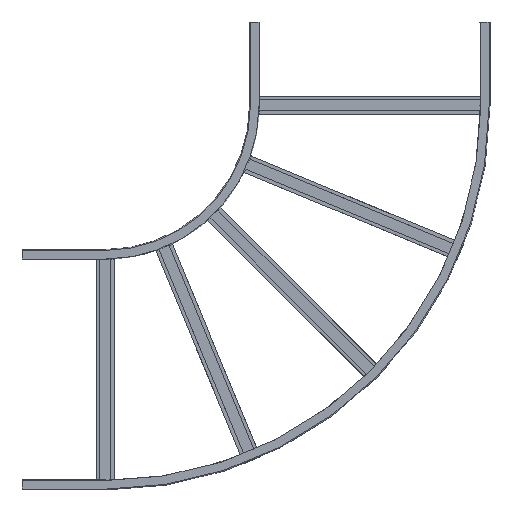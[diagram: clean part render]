
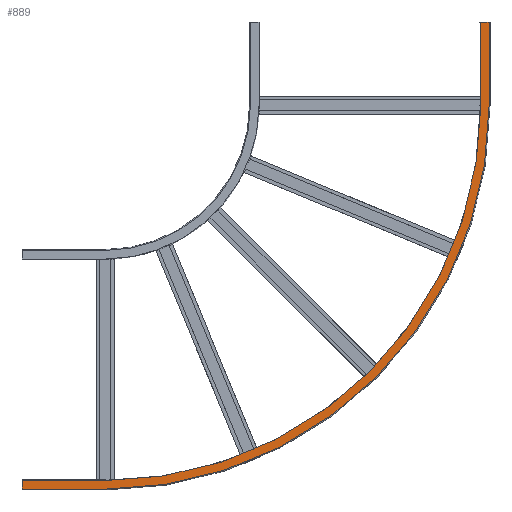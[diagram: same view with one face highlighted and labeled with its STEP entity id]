
A CAD part, front view. The second image highlights one B-rep face of the part: STEP entity #889.
In plain terms, the highlighted planar face has unit normal (0, -1, 0).
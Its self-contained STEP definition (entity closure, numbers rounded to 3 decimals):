
#489 = CARTESIAN_POINT ( 'NONE',  ( -300., -42.93, -971.2 ) ) ;
#492 = DIRECTION ( 'NONE',  ( 1., 0., 0. ) ) ;
#529 = EDGE_LOOP ( 'NONE', ( #2050, #2051, #2052, #2053, #2054, #2055, #2056, #2057 ) ) ;
#889 = ADVANCED_FACE ( 'NONE', ( #2208 ), #5138, .T. ) ;
#1370 = CARTESIAN_POINT ( 'NONE',  ( -300., -42.93, -173. ) ) ;
#1371 = DIRECTION ( 'NONE',  ( 0., -1., 0. ) ) ;
#1372 = DIRECTION ( 'NONE',  ( 1., 0., 0. ) ) ;
#1389 = CARTESIAN_POINT ( 'NONE',  ( -300., -42.93, -173. ) ) ;
#1390 = DIRECTION ( 'NONE',  ( 0., -1., 0. ) ) ;
#1391 = DIRECTION ( 'NONE',  ( 1., 0., 0. ) ) ;
#1744 = CIRCLE ( 'NONE', #2341, 780.2 ) ;
#1751 = CIRCLE ( 'NONE', #2347, 798.2 ) ;
#1754 = LINE ( 'NONE', #489, #1757 ) ;
#1757 = VECTOR ( 'NONE', #2827, 1000. ) ;
#1821 = LINE ( 'NONE', #2922, #1823 ) ;
#1822 = LINE ( 'NONE', #2935, #1825 ) ;
#1823 = VECTOR ( 'NONE', #2908, 1000. ) ;
#1824 = LINE ( 'NONE', #2937, #1827 ) ;
#1825 = VECTOR ( 'NONE', #2936, 1000. ) ;
#1826 = LINE ( 'NONE', #2939, #1829 ) ;
#1827 = VECTOR ( 'NONE', #2938, 1000. ) ;
#1828 = LINE ( 'NONE', #2941, #1831 ) ;
#1829 = VECTOR ( 'NONE', #2940, 1000. ) ;
#1831 = VECTOR ( 'NONE', #2943, 1000. ) ;
#2050 = ORIENTED_EDGE ( 'NONE', *, *, #5584, .F. ) ;
#2051 = ORIENTED_EDGE ( 'NONE', *, *, #5239, .F. ) ;
#2052 = ORIENTED_EDGE ( 'NONE', *, *, #5236, .T. ) ;
#2053 = ORIENTED_EDGE ( 'NONE', *, *, #5585, .T. ) ;
#2054 = ORIENTED_EDGE ( 'NONE', *, *, #5586, .T. ) ;
#2055 = ORIENTED_EDGE ( 'NONE', *, *, #5587, .F. ) ;
#2056 = ORIENTED_EDGE ( 'NONE', *, *, #5230, .F. ) ;
#2057 = ORIENTED_EDGE ( 'NONE', *, *, #5583, .T. ) ;
#2208 = FACE_OUTER_BOUND ( 'NONE', #529, .T. ) ;
#2341 = AXIS2_PLACEMENT_3D ( 'NONE', #1370, #1371, #1372 ) ;
#2347 = AXIS2_PLACEMENT_3D ( 'NONE', #1389, #1390, #1391 ) ;
#2491 = AXIS2_PLACEMENT_3D ( 'NONE', #6389, #4461, #492 ) ;
#2827 = DIRECTION ( 'NONE',  ( -1., 0., 0. ) ) ;
#2908 = DIRECTION ( 'NONE',  ( -1., 0., 0. ) ) ;
#2922 = CARTESIAN_POINT ( 'NONE',  ( -300., -42.93, -953.2 ) ) ;
#2935 = CARTESIAN_POINT ( 'NONE',  ( -473., -42.93, -971.2 ) ) ;
#2936 = DIRECTION ( 'NONE',  ( 0., 0., 1. ) ) ;
#2937 = CARTESIAN_POINT ( 'NONE',  ( 498.2, -42.93, -173. ) ) ;
#2938 = DIRECTION ( 'NONE',  ( 0., 0., 1. ) ) ;
#2939 = CARTESIAN_POINT ( 'NONE',  ( 498.2, -42.93, 0. ) ) ;
#2940 = DIRECTION ( 'NONE',  ( -1., 0., 0. ) ) ;
#2941 = CARTESIAN_POINT ( 'NONE',  ( 480.2, -42.93, -173. ) ) ;
#2943 = DIRECTION ( 'NONE',  ( 0., 0., 1. ) ) ;
#3165 = CARTESIAN_POINT ( 'NONE',  ( -473., -42.93, -971.2 ) ) ;
#3178 = CARTESIAN_POINT ( 'NONE',  ( -300., -42.93, -971.2 ) ) ;
#3179 = CARTESIAN_POINT ( 'NONE',  ( -300., -42.93, -953.2 ) ) ;
#3180 = CARTESIAN_POINT ( 'NONE',  ( 498.2, -42.93, -173. ) ) ;
#3181 = CARTESIAN_POINT ( 'NONE',  ( 480.2, -42.93, -173. ) ) ;
#3205 = CARTESIAN_POINT ( 'NONE',  ( -473., -42.93, -953.2 ) ) ;
#3215 = CARTESIAN_POINT ( 'NONE',  ( 498.2, -42.93, 0. ) ) ;
#3218 = CARTESIAN_POINT ( 'NONE',  ( 480.2, -42.93, 0. ) ) ;
#4461 = DIRECTION ( 'NONE',  ( 0., -1., 0. ) ) ;
#5138 = PLANE ( 'NONE',  #2491 ) ;
#5230 = EDGE_CURVE ( 'NONE', #5763, #5765, #1744, .T. ) ;
#5236 = EDGE_CURVE ( 'NONE', #5762, #5764, #1751, .T. ) ;
#5239 = EDGE_CURVE ( 'NONE', #5762, #5749, #1754, .T. ) ;
#5583 = EDGE_CURVE ( 'NONE', #5763, #5787, #1821, .T. ) ;
#5584 = EDGE_CURVE ( 'NONE', #5749, #5787, #1822, .T. ) ;
#5585 = EDGE_CURVE ( 'NONE', #5764, #5796, #1824, .T. ) ;
#5586 = EDGE_CURVE ( 'NONE', #5796, #5799, #1826, .T. ) ;
#5587 = EDGE_CURVE ( 'NONE', #5765, #5799, #1828, .T. ) ;
#5749 = VERTEX_POINT ( 'NONE', #3165 ) ;
#5762 = VERTEX_POINT ( 'NONE', #3178 ) ;
#5763 = VERTEX_POINT ( 'NONE', #3179 ) ;
#5764 = VERTEX_POINT ( 'NONE', #3180 ) ;
#5765 = VERTEX_POINT ( 'NONE', #3181 ) ;
#5787 = VERTEX_POINT ( 'NONE', #3205 ) ;
#5796 = VERTEX_POINT ( 'NONE', #3215 ) ;
#5799 = VERTEX_POINT ( 'NONE', #3218 ) ;
#6389 = CARTESIAN_POINT ( 'NONE',  ( -300., -42.93, -971.2 ) ) ;
